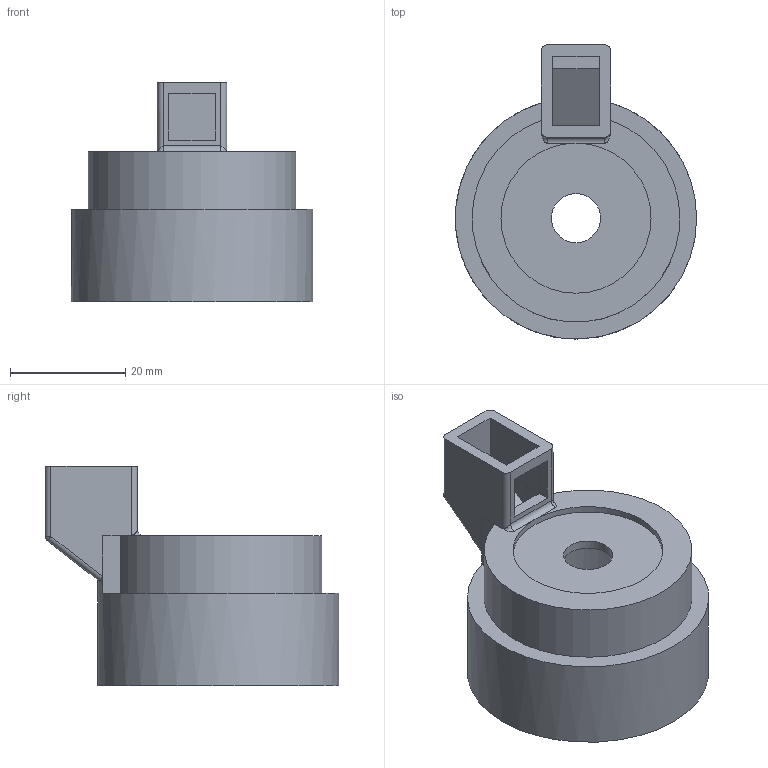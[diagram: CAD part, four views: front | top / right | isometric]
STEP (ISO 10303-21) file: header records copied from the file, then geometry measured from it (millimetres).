
FILE_DESCRIPTION(('FreeCAD Model'),'2;1');
FILE_NAME('Open CASCADE Shape Model','2021-09-09T20:08:48',('Author'),( ''),'Open CASCADE STEP processor 7.5','FreeCAD','Unknown');
FILE_SCHEMA(('AUTOMOTIVE_DESIGN { 1 0 10303 214 1 1 1 1 }'));
Length unit declared in the file: millimetre
Products named in the file (1): Body
Bounding box: 41.8 x 50.9 x 38 mm (x, y, z)
Volume: 16644.7 mm3; surface area: 9603.1 mm2
Topology: 1 solids, 1 shells, 56 faces, 146 edges, 87 vertices
Faces by surface type: plane 37, cylinder 13, bspline 4, sphere 2
Full cylindrical faces by diameter (mm): 8.5 x1, 26 x1, 30 x1, 41.8 x1
Entity records: 4190 total; most frequent: CARTESIAN_POINT 1348, DIRECTION 519, LINE 350, VECTOR 350, ORIENTED_EDGE 280, PCURVE 280, DEFINITIONAL_REPRESENTATION 280, EDGE_CURVE 140
